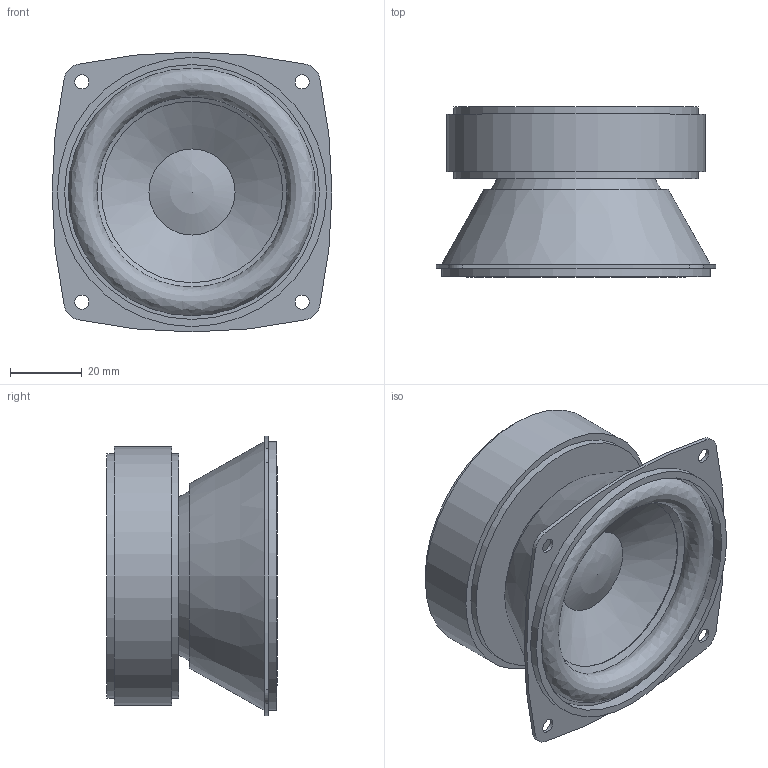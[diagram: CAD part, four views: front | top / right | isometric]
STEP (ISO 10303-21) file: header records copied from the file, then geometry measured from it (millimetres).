
FILE_DESCRIPTION(('FreeCAD Model'),'2;1');
FILE_NAME('Visaton_FRS_8_M.step','2020-06-30T18:18:37',('Author'),(''), 'Open CASCADE STEP processor 6.8','FreeCAD','Unknown');
FILE_SCHEMA(('AUTOMOTIVE_DESIGN_CC2 { 1 2 10303 214 -1 1 5 4 }'));
Length unit declared in the file: millimetre
Products named in the file (1): Visaton_FRS_8_M
Bounding box: 78 x 47.4 x 78 mm (x, y, z)
Volume: 139999.6 mm3; surface area: 26563.3 mm2
Topology: 1 solids, 1 shells, 33 faces, 70 edges, 46 vertices
Faces by surface type: cylinder 17, plane 9, cone 5, revolution 1, sphere 1
Full cylindrical faces by diameter (mm): 4 x4, 68 x2, 71 x1, 72 x1, 75 x1
Entity records: 1953 total; most frequent: CARTESIAN_POINT 498, DIRECTION 288, ORIENTED_EDGE 138, PCURVE 138, DEFINITIONAL_REPRESENTATION 138, LINE 119, VECTOR 119, AXIS2_PLACEMENT_3D 81
